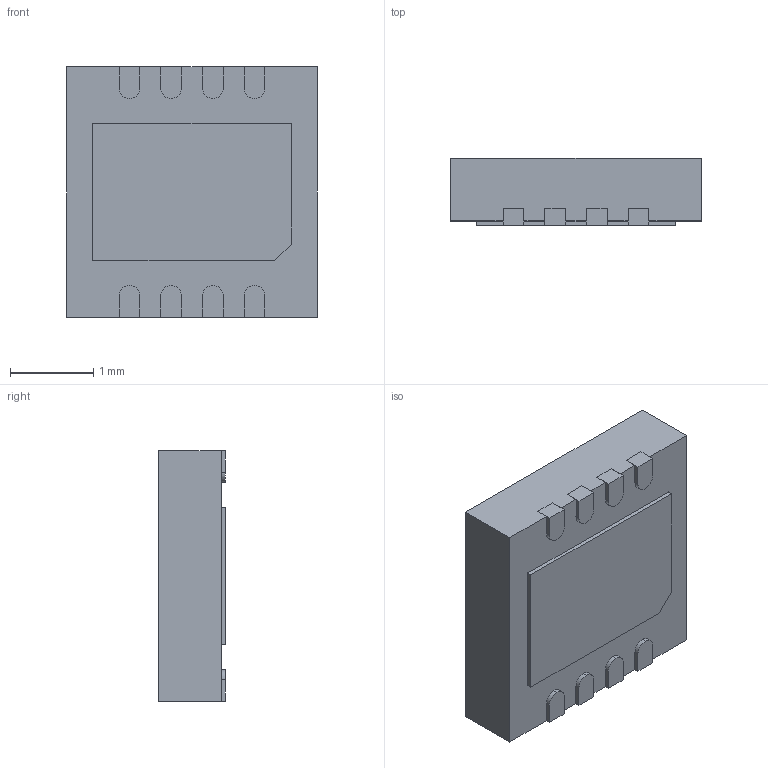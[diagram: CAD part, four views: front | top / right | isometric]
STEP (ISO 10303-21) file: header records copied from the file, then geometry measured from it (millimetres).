
FILE_DESCRIPTION (( 'STEP AP214' ), '1' );
FILE_NAME ('LT3473EDD#PBF.STEP', '2019-02-15T07:26:25', ( '' ), ( '' ), 'SwSTEP 2.0', 'SolidWorks 2017', '' );
FILE_SCHEMA (( 'AUTOMOTIVE_DESIGN' ));
Length unit declared in the file: millimetre
Products named in the file (1): LT3473EDD#PBF
Bounding box: 3 x 0.8 x 3 mm (x, y, z)
Volume: 7 mm3; surface area: 42.1 mm2
Topology: 11 solids, 11 shells, 114 faces, 270 edges, 180 vertices
Faces by surface type: plane 86, cylinder 28
Entity records: 3394 total; most frequent: CARTESIAN_POINT 565, DIRECTION 556, ORIENTED_EDGE 540, EDGE_CURVE 270, LINE 214, VECTOR 214, VERTEX_POINT 180, AXIS2_PLACEMENT_3D 171
